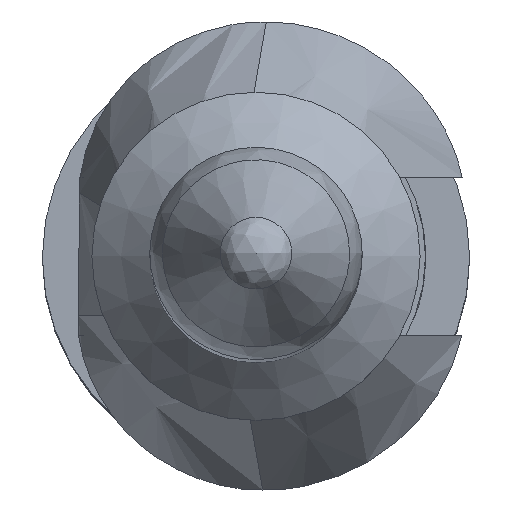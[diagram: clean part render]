
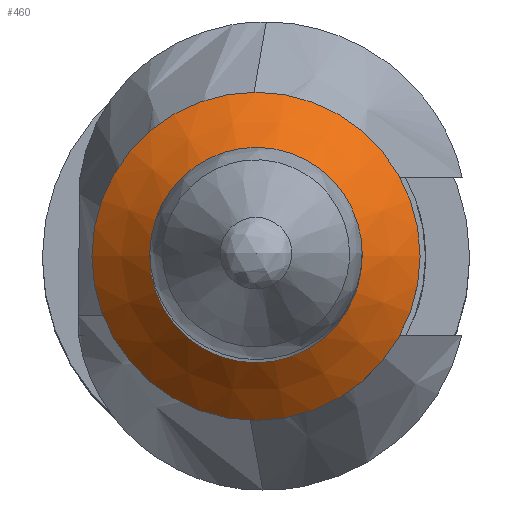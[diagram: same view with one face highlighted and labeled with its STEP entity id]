
A CAD part, top view. The second image highlights one B-rep face of the part: STEP entity #460.
In plain terms, the highlighted conical face has half-angle 45 degrees and reference radius 0.792 mm.
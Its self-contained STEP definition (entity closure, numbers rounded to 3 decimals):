
#380=CONICAL_SURFACE('',#1319,0.793,45.);
#460=ADVANCED_FACE('',(#620,#621),#380,.T.);
#620=FACE_BOUND('',#681,.T.);
#621=FACE_BOUND('',#682,.T.);
#681=EDGE_LOOP('',(#792));
#682=EDGE_LOOP('',(#793));
#792=ORIENTED_EDGE('',*,*,#1121,.F.);
#793=ORIENTED_EDGE('',*,*,#1120,.T.);
#1029=VERTEX_POINT('',#1981);
#1030=VERTEX_POINT('',#1984);
#1120=EDGE_CURVE('',#1029,#1029,#1219,.T.);
#1121=EDGE_CURVE('',#1030,#1030,#1220,.T.);
#1219=CIRCLE('',#1316,0.793);
#1220=CIRCLE('',#1318,1.225);
#1316=AXIS2_PLACEMENT_3D('',#1980,#1415,#1416);
#1318=AXIS2_PLACEMENT_3D('',#1983,#1419,#1420);
#1319=AXIS2_PLACEMENT_3D('',#1985,#1421,#1422);
#1415=DIRECTION('',(0.,0.,-1.));
#1416=DIRECTION('',(1.,0.,0.));
#1419=DIRECTION('',(0.,0.,-1.));
#1420=DIRECTION('',(1.,0.,0.));
#1421=DIRECTION('',(0.,0.,-1.));
#1422=DIRECTION('',(1.,0.,0.));
#1980=CARTESIAN_POINT('',(0.,0.,11.797));
#1981=CARTESIAN_POINT('',(0.793,0.,11.797));
#1983=CARTESIAN_POINT('',(0.,0.,11.364));
#1984=CARTESIAN_POINT('',(1.225,0.,11.364));
#1985=CARTESIAN_POINT('',(0.,0.,11.797));
